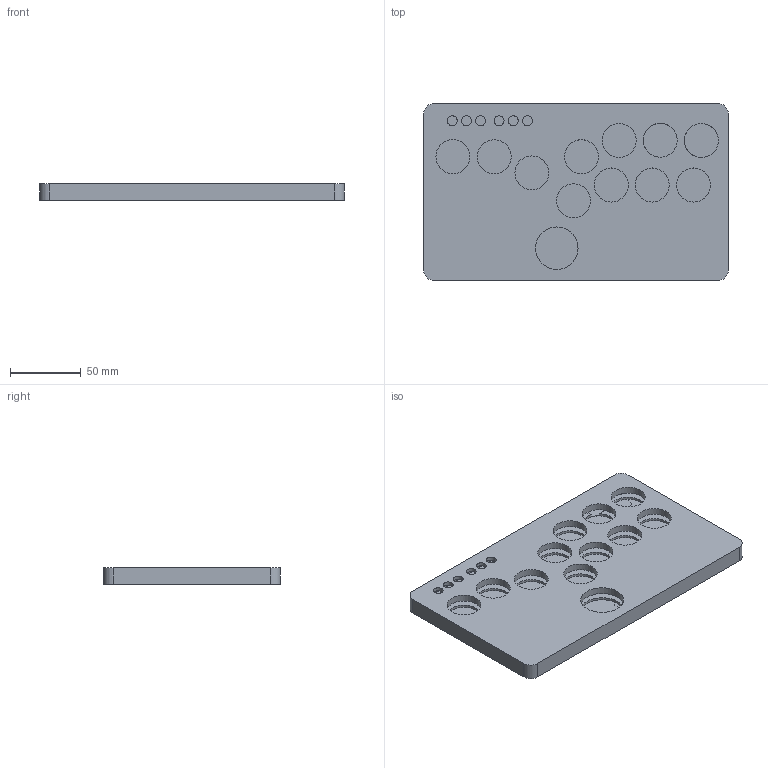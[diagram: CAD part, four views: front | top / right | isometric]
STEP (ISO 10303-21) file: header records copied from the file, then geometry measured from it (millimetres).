
FILE_DESCRIPTION(/* description */ (''),/* implementation_level */ '2;1');
FILE_NAME(/* name */ 'Flatbox-rev5-case-remix v4.step',/* time_stamp */ '2024-06-15T09:47:00-04:00',/* author */ (''),/* organization */ (''),/* preprocessor_version */ 'ST-DEVELOPER v20',/* originating_system */ 'Autodesk Translation Framework v13.14.0.145',/* authorisation */ '');
FILE_SCHEMA (('AUTOMOTIVE_DESIGN { 1 0 10303 214 3 1 1 }'));
Length unit declared in the file: millimetre
Products named in the file (2): Flatbox-rev5-case-remix; Flatbox-rev5 v1
Assembly tree (1 placements, depth 2):
  Flatbox-rev5-case-remix
    Flatbox-rev5 v1
Bounding box: 214.64 x 124.72 x 11.7 mm (x, y, z)
Volume: 177604.8 mm3; surface area: 115059.6 mm2
Topology: 2 solids, 2 shells, 200 faces, 448 edges, 291 vertices
Faces by surface type: cylinder 94, plane 91, cone 15
Full cylindrical faces by diameter (mm): 2.8 x7, 3.3 x7, 6 x7, 7 x6, 10 x7, 12.6 x6, 24 x22, 30 x2
Entity records: 5771 total; most frequent: DIRECTION 1061, CARTESIAN_POINT 942, ORIENTED_EDGE 896, EDGE_CURVE 448, AXIS2_PLACEMENT_3D 410, EDGE_LOOP 293, VERTEX_POINT 291, LINE 241
